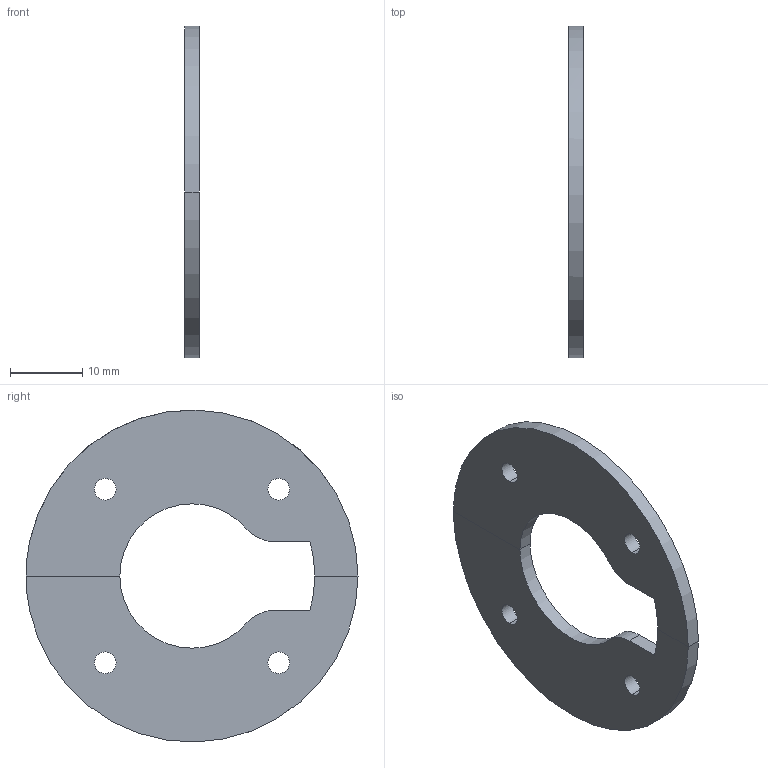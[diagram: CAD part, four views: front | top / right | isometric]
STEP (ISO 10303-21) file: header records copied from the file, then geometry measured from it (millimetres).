
FILE_DESCRIPTION (( 'STEP AP214' ), '1' );
FILE_NAME ('FIREWALL.STEP', '2024-10-19T16:01:57', ( '' ), ( '' ), 'SwSTEP 2.0', 'SolidWorks 2023', '' );
FILE_SCHEMA (( 'AUTOMOTIVE_DESIGN' ));
Length unit declared in the file: millimetre
Products named in the file (1): FIREWALL
Bounding box: 2 x 46 x 45.99 mm (x, y, z)
Volume: 2498.7 mm3; surface area: 3092.7 mm2
Topology: 2 solids, 2 shells, 26 faces, 66 edges, 44 vertices
Faces by surface type: cylinder 12, plane 10, bspline 4
Entity records: 1305 total; most frequent: CARTESIAN_POINT 628, ORIENTED_EDGE 132, DIRECTION 128, EDGE_CURVE 66, AXIS2_PLACEMENT_3D 47, VERTEX_POINT 44, VECTOR 34, EDGE_LOOP 34
